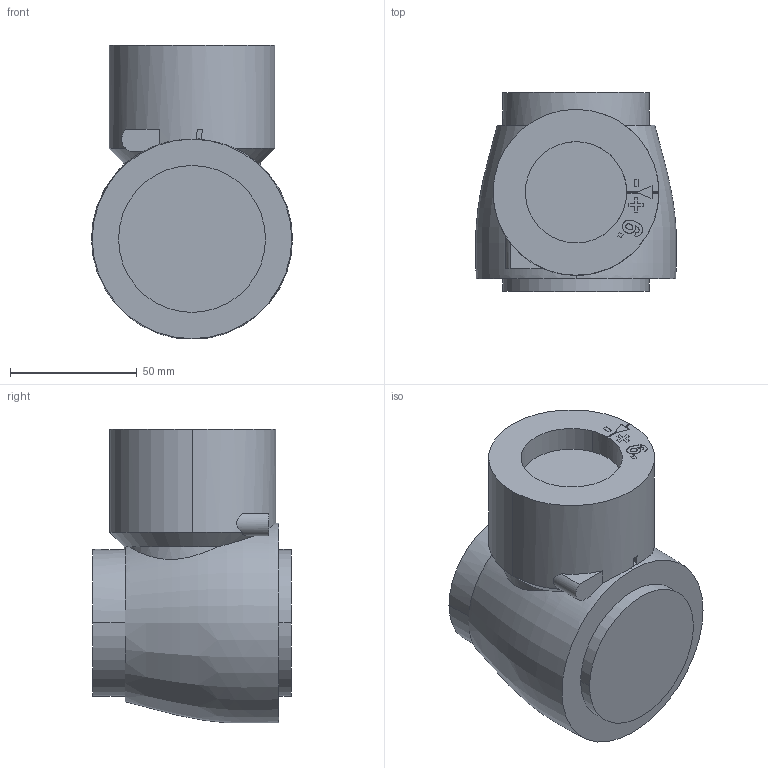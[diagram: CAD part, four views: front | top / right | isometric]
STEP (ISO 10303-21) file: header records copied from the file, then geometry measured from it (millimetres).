
FILE_DESCRIPTION((''),'2;1');
FILE_NAME('MANIFOLD_SOLID_BREP_11998','2016-06-08T',('Stud'),(''),'PRO/ENGINEER BY PARAMETRIC TECHNOLOGY CORPORATION, 2013050','PRO/ENGINEER BY PARAMETRIC TECHNOLOGY CORPORATION, 2013050','');
FILE_SCHEMA(('CONFIG_CONTROL_DESIGN'));
Length unit declared in the file: millimetre
Products named in the file (1): MANIFOLD_SOLID_BREP_11998
Bounding box: 79.37 x 78.5 x 115.95 mm (x, y, z)
Volume: 442053.8 mm3; surface area: 37165.9 mm2
Topology: 1 solids, 1 shells, 79 faces, 214 edges, 144 vertices
Faces by surface type: plane 48, cylinder 14, extrusion 13, revolution 2, cone 2
Entity records: 2853 total; most frequent: CARTESIAN_POINT 882, ORIENTED_EDGE 428, DIRECTION 342, EDGE_CURVE 214, VERTEX_POINT 144, VECTOR 132, LINE 119, AXIS2_PLACEMENT_3D 104
